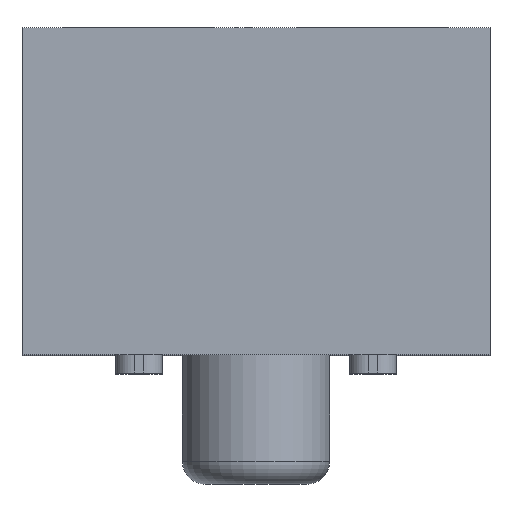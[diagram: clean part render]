
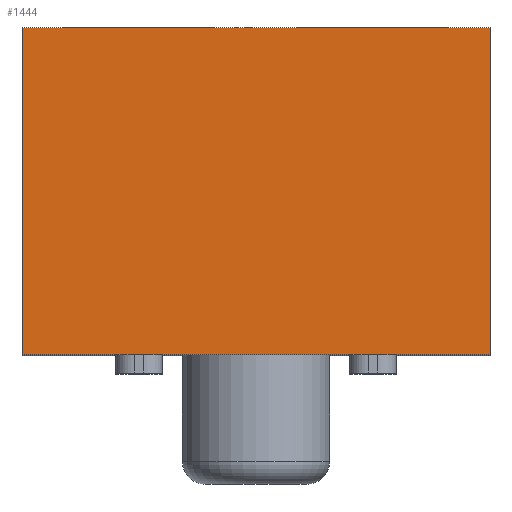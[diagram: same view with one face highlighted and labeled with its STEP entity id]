
A CAD part, top view. The second image highlights one B-rep face of the part: STEP entity #1444.
In plain terms, the highlighted planar face has unit normal (0, 0, 1).
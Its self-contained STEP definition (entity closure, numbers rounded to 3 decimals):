
#66=DIRECTION('',(0.,1.,0.));
#67=VECTOR('',#66,3.55);
#68=CARTESIAN_POINT('',(3.81,0.,2.54));
#69=LINE('',#68,#67);
#87=DIRECTION('',(1.,0.,0.));
#88=VECTOR('',#87,5.08);
#89=CARTESIAN_POINT('',(-1.27,3.55,2.54));
#90=LINE('',#89,#88);
#94=DIRECTION('',(-1.,0.,0.));
#95=VECTOR('',#94,5.08);
#96=CARTESIAN_POINT('',(3.81,0.,2.54));
#97=LINE('',#96,#95);
#101=DIRECTION('',(0.,1.,0.));
#102=VECTOR('',#101,3.55);
#103=CARTESIAN_POINT('',(-1.27,0.,2.54));
#104=LINE('',#103,#102);
#1160=CARTESIAN_POINT('',(-1.27,3.55,2.54));
#1162=VERTEX_POINT('',#1160);
#1165=CARTESIAN_POINT('',(-1.27,0.,2.54));
#1166=VERTEX_POINT('',#1165);
#1267=CARTESIAN_POINT('',(3.81,3.55,2.54));
#1269=VERTEX_POINT('',#1267);
#1273=CARTESIAN_POINT('',(3.81,0.,2.54));
#1274=VERTEX_POINT('',#1273);
#1431=CARTESIAN_POINT('',(-1.27,0.,2.54));
#1432=DIRECTION('',(0.,0.,1.));
#1433=DIRECTION('',(1.,0.,0.));
#1434=AXIS2_PLACEMENT_3D('',#1431,#1432,#1433);
#1435=PLANE('',#1434);
#1437=ORIENTED_EDGE('',*,*,#1436,.T.);
#1438=ORIENTED_EDGE('',*,*,#1417,.F.);
#1439=ORIENTED_EDGE('',*,*,#1372,.T.);
#1441=ORIENTED_EDGE('',*,*,#1440,.T.);
#1442=EDGE_LOOP('',(#1437,#1438,#1439,#1441));
#1443=FACE_OUTER_BOUND('',#1442,.F.);
#1444=ADVANCED_FACE('',(#1443),#1435,.T.);
#1372=EDGE_CURVE('',#1274,#1166,#97,.T.);
#1417=EDGE_CURVE('',#1274,#1269,#69,.T.);
#1436=EDGE_CURVE('',#1162,#1269,#90,.T.);
#1440=EDGE_CURVE('',#1166,#1162,#104,.T.);
